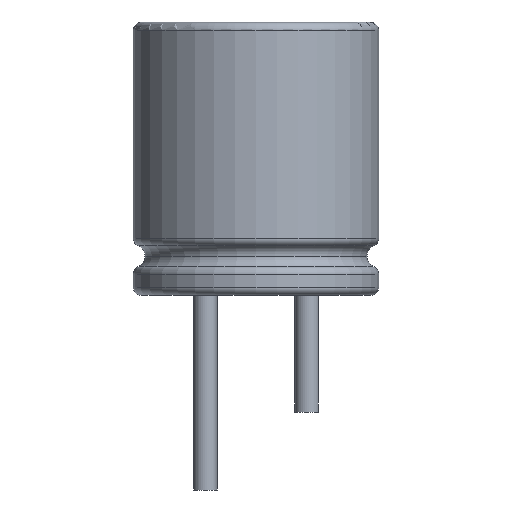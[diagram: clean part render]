
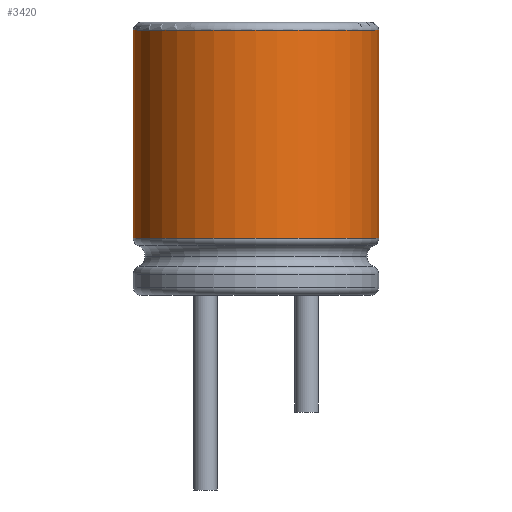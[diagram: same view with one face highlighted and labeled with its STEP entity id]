
A CAD part, front view. The second image highlights one B-rep face of the part: STEP entity #3420.
In plain terms, the highlighted cylindrical face has radius 3.15 mm (diameter 6.3 mm), a partial arc.
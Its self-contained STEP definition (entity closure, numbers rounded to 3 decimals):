
#66 = EDGE_LOOP ( 'NONE', ( #1045, #8190, #4486, #1189 ) ) ;
#666 = DIRECTION ( 'NONE',  ( 0., 0., -1. ) ) ;
#879 = CIRCLE ( 'NONE', #4172, 3.15 ) ;
#916 = DIRECTION ( 'NONE',  ( 0., 0., -1. ) ) ;
#1045 = ORIENTED_EDGE ( 'NONE', *, *, #2195, .F. ) ;
#1189 = ORIENTED_EDGE ( 'NONE', *, *, #1570, .T. ) ;
#1570 = EDGE_CURVE ( 'NONE', #9044, #8993, #879, .T. ) ;
#1708 = CARTESIAN_POINT ( 'NONE',  ( 3.15, 0., 7. ) ) ;
#1845 = VECTOR ( 'NONE', #916, 1000. ) ;
#2084 = DIRECTION ( 'NONE',  ( 0., 0., -1. ) ) ;
#2134 = CYLINDRICAL_SURFACE ( 'NONE', #6929, 3.15 ) ;
#2195 = EDGE_CURVE ( 'NONE', #4529, #8993, #2787, .T. ) ;
#2787 = LINE ( 'NONE', #1708, #1845 ) ;
#3118 = CARTESIAN_POINT ( 'NONE',  ( 0., 0., 6.8 ) ) ;
#3420 = ADVANCED_FACE ( 'NONE', ( #10433 ), #2134, .T. ) ;
#4094 = CARTESIAN_POINT ( 'NONE',  ( -3.15, 0., 7. ) ) ;
#4152 = DIRECTION ( 'NONE',  ( 0., 0., -1. ) ) ;
#4172 = AXIS2_PLACEMENT_3D ( 'NONE', #8907, #5391, #4234 ) ;
#4234 = DIRECTION ( 'NONE',  ( -1., 0., 0. ) ) ;
#4277 = AXIS2_PLACEMENT_3D ( 'NONE', #3118, #2084, #6881 ) ;
#4486 = ORIENTED_EDGE ( 'NONE', *, *, #10563, .T. ) ;
#4529 = VERTEX_POINT ( 'NONE', #6084 ) ;
#4542 = CARTESIAN_POINT ( 'NONE',  ( 3.15, 0., 1.458 ) ) ;
#5103 = VECTOR ( 'NONE', #4152, 1000. ) ;
#5172 = DIRECTION ( 'NONE',  ( -1., 0., 0. ) ) ;
#5228 = CARTESIAN_POINT ( 'NONE',  ( 0., 0., 7. ) ) ;
#5391 = DIRECTION ( 'NONE',  ( 0., 0., 1. ) ) ;
#6012 = VERTEX_POINT ( 'NONE', #7748 ) ;
#6084 = CARTESIAN_POINT ( 'NONE',  ( 3.15, 0., 6.8 ) ) ;
#6881 = DIRECTION ( 'NONE',  ( 1., 0., 0. ) ) ;
#6887 = LINE ( 'NONE', #4094, #5103 ) ;
#6929 = AXIS2_PLACEMENT_3D ( 'NONE', #5228, #666, #5172 ) ;
#7748 = CARTESIAN_POINT ( 'NONE',  ( -3.15, 0., 6.8 ) ) ;
#8001 = CARTESIAN_POINT ( 'NONE',  ( -3.15, 0., 1.458 ) ) ;
#8190 = ORIENTED_EDGE ( 'NONE', *, *, #8731, .T. ) ;
#8731 = EDGE_CURVE ( 'NONE', #4529, #6012, #9511, .T. ) ;
#8907 = CARTESIAN_POINT ( 'NONE',  ( 0., 0., 1.458 ) ) ;
#8993 = VERTEX_POINT ( 'NONE', #4542 ) ;
#9044 = VERTEX_POINT ( 'NONE', #8001 ) ;
#9511 = CIRCLE ( 'NONE', #4277, 3.15 ) ;
#10433 = FACE_OUTER_BOUND ( 'NONE', #66, .T. ) ;
#10563 = EDGE_CURVE ( 'NONE', #6012, #9044, #6887, .T. ) ;
